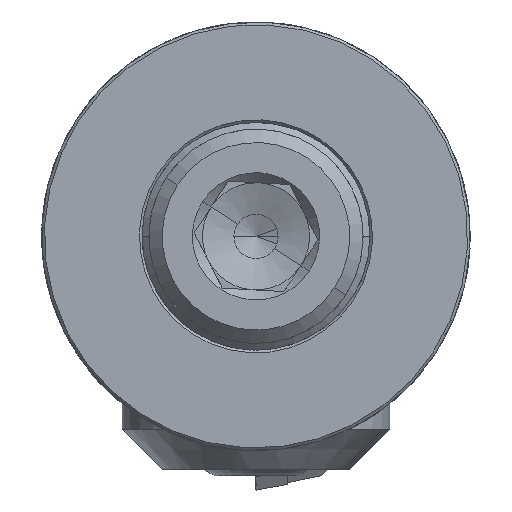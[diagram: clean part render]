
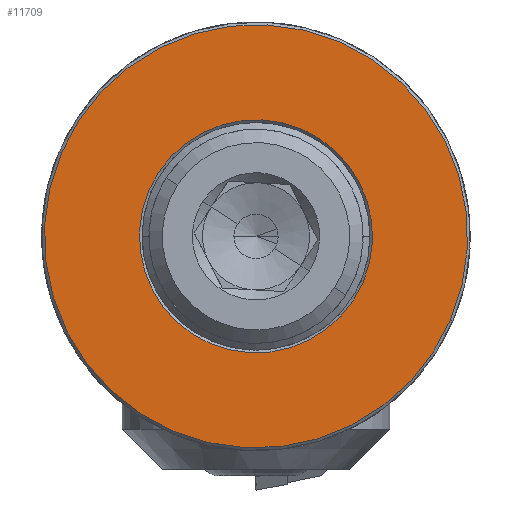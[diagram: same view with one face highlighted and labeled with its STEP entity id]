
A CAD part, left-side view. The second image highlights one B-rep face of the part: STEP entity #11709.
In plain terms, the highlighted planar face has unit normal (-1, 0, 0).
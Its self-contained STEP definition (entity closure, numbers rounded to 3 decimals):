
#62 = EDGE_CURVE ( 'NONE', #10735, #23650, #20816, .T. ) ;
#166 = VERTEX_POINT ( 'NONE', #6051 ) ;
#4071 = CARTESIAN_POINT ( 'NONE',  ( 0., 15.8, 0. ) ) ;
#5933 = ORIENTED_EDGE ( 'NONE', *, *, #11661, .F. ) ;
#6051 = CARTESIAN_POINT ( 'NONE',  ( 0., 0., 8.7 ) ) ;
#6454 = DIRECTION ( 'NONE',  ( 1., 0., 0. ) ) ;
#7195 = AXIS2_PLACEMENT_3D ( 'NONE', #11015, #27373, #13358 ) ;
#8052 = CARTESIAN_POINT ( 'NONE',  ( 0., 0., -8.7 ) ) ;
#9633 = FACE_BOUND ( 'NONE', #10466, .T. ) ;
#10152 = CIRCLE ( 'NONE', #20778, 8.7 ) ;
#10466 = EDGE_LOOP ( 'NONE', ( #5933, #14753 ) ) ;
#10735 = VERTEX_POINT ( 'NONE', #23116 ) ;
#11015 = CARTESIAN_POINT ( 'NONE',  ( 0., 0., 0. ) ) ;
#11661 = EDGE_CURVE ( 'NONE', #166, #29761, #17332, .T. ) ;
#11709 = ADVANCED_FACE ( 'NONE', ( #9633, #29040 ), #18170, .F. ) ;
#11778 = DIRECTION ( 'NONE',  ( -1., 0., 0. ) ) ;
#12540 = CARTESIAN_POINT ( 'NONE',  ( 0., 0., -15.8 ) ) ;
#12564 = AXIS2_PLACEMENT_3D ( 'NONE', #29376, #28030, #27735 ) ;
#13140 = DIRECTION ( 'NONE',  ( -1., 0., 0. ) ) ;
#13358 = DIRECTION ( 'NONE',  ( 0., 0., 1. ) ) ;
#13385 = AXIS2_PLACEMENT_3D ( 'NONE', #27152, #13140, #29485 ) ;
#14753 = ORIENTED_EDGE ( 'NONE', *, *, #28456, .F. ) ;
#15139 = EDGE_CURVE ( 'NONE', #23650, #10735, #19947, .T. ) ;
#15600 = ORIENTED_EDGE ( 'NONE', *, *, #15139, .T. ) ;
#17078 = ORIENTED_EDGE ( 'NONE', *, *, #62, .T. ) ;
#17332 = CIRCLE ( 'NONE', #7195, 8.7 ) ;
#18170 = PLANE ( 'NONE',  #18239 ) ;
#18239 = AXIS2_PLACEMENT_3D ( 'NONE', #4071, #6454, #22857 ) ;
#19947 = CIRCLE ( 'NONE', #13385, 15.8 ) ;
#20778 = AXIS2_PLACEMENT_3D ( 'NONE', #25778, #11778, #28107 ) ;
#20816 = CIRCLE ( 'NONE', #12564, 15.8 ) ;
#22767 = EDGE_LOOP ( 'NONE', ( #15600, #17078 ) ) ;
#22857 = DIRECTION ( 'NONE',  ( 0., 0., -1. ) ) ;
#23116 = CARTESIAN_POINT ( 'NONE',  ( 0., 0., 15.8 ) ) ;
#23650 = VERTEX_POINT ( 'NONE', #12540 ) ;
#25778 = CARTESIAN_POINT ( 'NONE',  ( 0., 0., 0. ) ) ;
#27152 = CARTESIAN_POINT ( 'NONE',  ( 0., 0., 0. ) ) ;
#27373 = DIRECTION ( 'NONE',  ( -1., 0., 0. ) ) ;
#27735 = DIRECTION ( 'NONE',  ( 0., 0., 1. ) ) ;
#28030 = DIRECTION ( 'NONE',  ( -1., 0., 0. ) ) ;
#28107 = DIRECTION ( 'NONE',  ( 0., 0., 1. ) ) ;
#28456 = EDGE_CURVE ( 'NONE', #29761, #166, #10152, .T. ) ;
#29040 = FACE_OUTER_BOUND ( 'NONE', #22767, .T. ) ;
#29376 = CARTESIAN_POINT ( 'NONE',  ( 0., 0., 0. ) ) ;
#29485 = DIRECTION ( 'NONE',  ( 0., 0., 1. ) ) ;
#29761 = VERTEX_POINT ( 'NONE', #8052 ) ;
